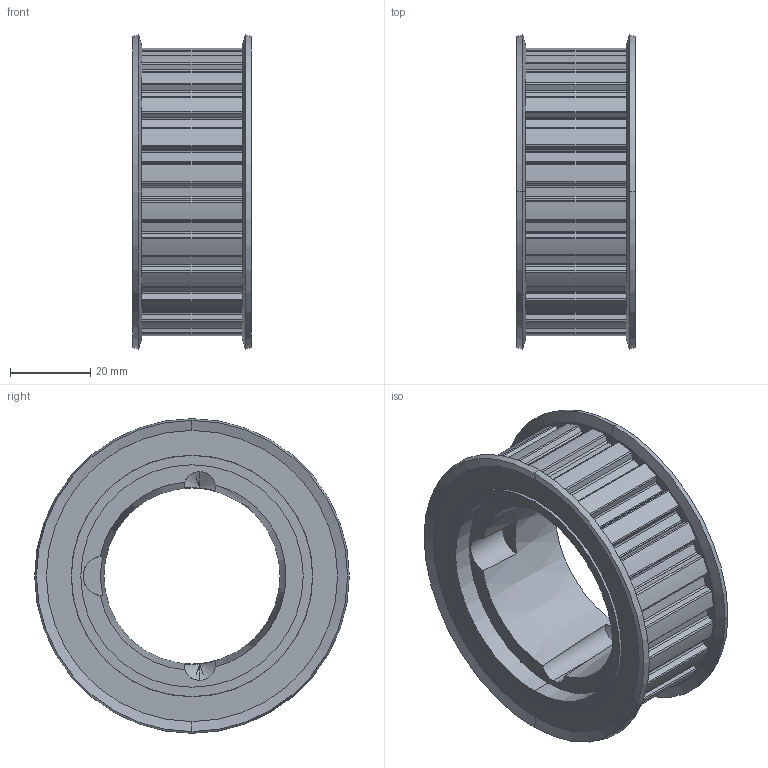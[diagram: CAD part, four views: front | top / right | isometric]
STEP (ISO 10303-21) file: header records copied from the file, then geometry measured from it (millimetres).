
FILE_DESCRIPTION (( 'STEP AP214' ), '1' );
FILE_NAME ('STL24L100AF-1210.step', '2019-07-31T13:15:41', ( '' ), ( '' ), 'SwSTEP 2.0', 'SolidWorks 2018', '' );
FILE_SCHEMA (( 'AUTOMOTIVE_DESIGN' ));
Length unit declared in the file: millimetre
Products named in the file (1): STL24L100AF-1210
Bounding box: 29.66 x 78.58 x 78.58 mm (x, y, z)
Volume: 63149.4 mm3; surface area: 35803.6 mm2
Topology: 4 solids, 4 shells, 252 faces, 726 edges, 479 vertices
Faces by surface type: cylinder 152, plane 82, cone 18
Entity records: 8694 total; most frequent: DIRECTION 1543, CARTESIAN_POINT 1520, ORIENTED_EDGE 1444, EDGE_CURVE 722, AXIS2_PLACEMENT_3D 580, VERTEX_POINT 479, LINE 383, VECTOR 383
